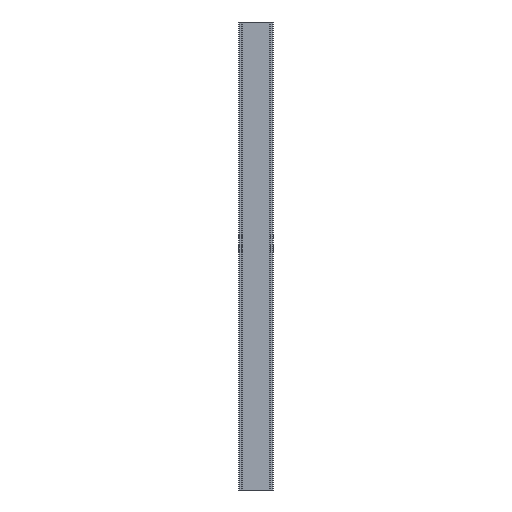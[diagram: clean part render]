
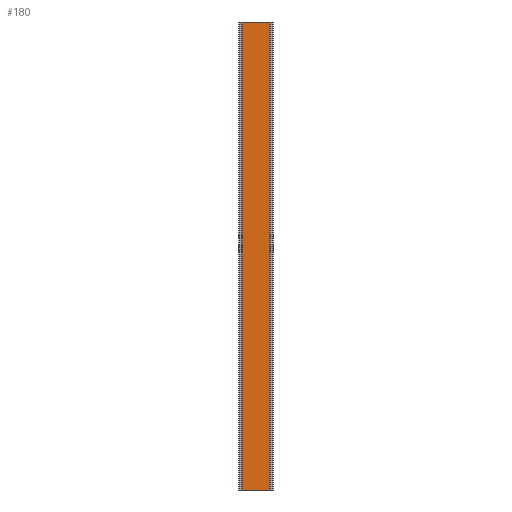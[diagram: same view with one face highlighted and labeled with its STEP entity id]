
A CAD part, front view. The second image highlights one B-rep face of the part: STEP entity #180.
In plain terms, the highlighted planar face has unit normal (0, -1, 0).
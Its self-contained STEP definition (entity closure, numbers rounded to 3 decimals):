
#2 = CARTESIAN_POINT ( 'NONE',  ( 15.05, 0., 0. ) ) ;
#35 = EDGE_CURVE ( 'NONE', #750, #171, #212, .T. ) ;
#48 = EDGE_CURVE ( 'NONE', #556, #779, #940, .T. ) ;
#52 = CARTESIAN_POINT ( 'NONE',  ( 15.05, 0., 0. ) ) ;
#88 = CARTESIAN_POINT ( 'NONE',  ( -15.05, 0., 0. ) ) ;
#101 = LINE ( 'NONE', #173, #850 ) ;
#130 = DIRECTION ( 'NONE',  ( 0., 0., 1. ) ) ;
#167 = VECTOR ( 'NONE', #671, 1000. ) ;
#171 = VERTEX_POINT ( 'NONE', #613 ) ;
#173 = CARTESIAN_POINT ( 'NONE',  ( 15.05, 0., 508. ) ) ;
#180 = ADVANCED_FACE ( 'NONE', ( #807 ), #873, .F. ) ;
#212 = LINE ( 'NONE', #52, #167 ) ;
#307 = ORIENTED_EDGE ( 'NONE', *, *, #479, .F. ) ;
#478 = CARTESIAN_POINT ( 'NONE',  ( 15.05, 0., 0. ) ) ;
#479 = EDGE_CURVE ( 'NONE', #750, #556, #769, .T. ) ;
#482 = DIRECTION ( 'NONE',  ( -1., 0., 0. ) ) ;
#556 = VERTEX_POINT ( 'NONE', #88 ) ;
#613 = CARTESIAN_POINT ( 'NONE',  ( 15.05, 0., 508. ) ) ;
#620 = DIRECTION ( 'NONE',  ( 0., 0., -1. ) ) ;
#642 = EDGE_CURVE ( 'NONE', #171, #779, #101, .T. ) ;
#671 = DIRECTION ( 'NONE',  ( 0., 0., 1. ) ) ;
#750 = VERTEX_POINT ( 'NONE', #1085 ) ;
#769 = LINE ( 'NONE', #478, #901 ) ;
#779 = VERTEX_POINT ( 'NONE', #1118 ) ;
#807 = FACE_OUTER_BOUND ( 'NONE', #951, .T. ) ;
#832 = VECTOR ( 'NONE', #130, 1000. ) ;
#850 = VECTOR ( 'NONE', #1010, 1000. ) ;
#873 = PLANE ( 'NONE',  #975 ) ;
#879 = ORIENTED_EDGE ( 'NONE', *, *, #35, .T. ) ;
#901 = VECTOR ( 'NONE', #482, 1000. ) ;
#940 = LINE ( 'NONE', #1131, #832 ) ;
#947 = ORIENTED_EDGE ( 'NONE', *, *, #48, .F. ) ;
#951 = EDGE_LOOP ( 'NONE', ( #879, #1053, #947, #307 ) ) ;
#975 = AXIS2_PLACEMENT_3D ( 'NONE', #2, #1055, #620 ) ;
#1010 = DIRECTION ( 'NONE',  ( -1., 0., 0. ) ) ;
#1053 = ORIENTED_EDGE ( 'NONE', *, *, #642, .T. ) ;
#1055 = DIRECTION ( 'NONE',  ( 0., 1., 0. ) ) ;
#1085 = CARTESIAN_POINT ( 'NONE',  ( 15.05, 0., 0. ) ) ;
#1118 = CARTESIAN_POINT ( 'NONE',  ( -15.05, 0., 508. ) ) ;
#1131 = CARTESIAN_POINT ( 'NONE',  ( -15.05, 0., 0. ) ) ;
